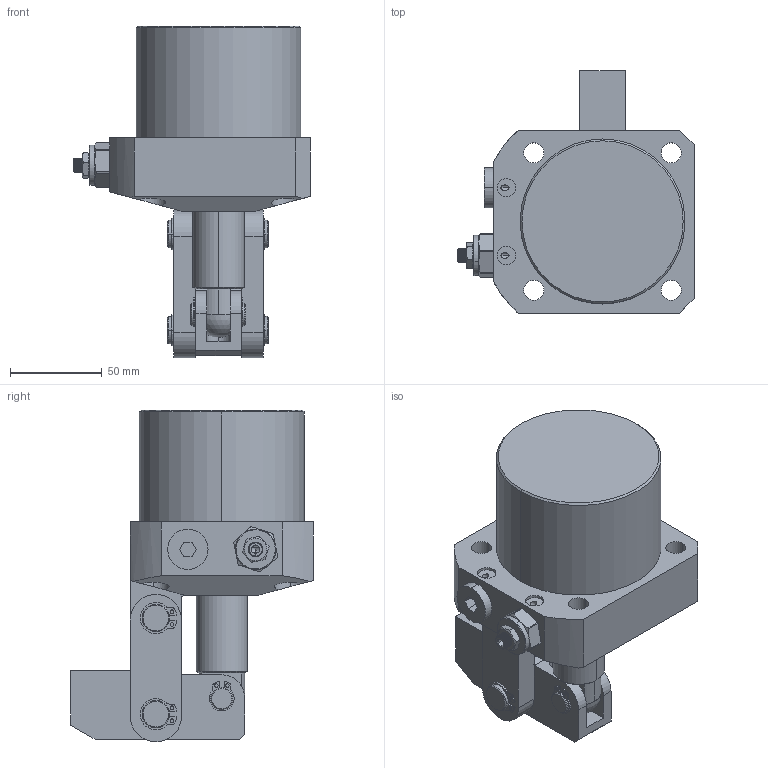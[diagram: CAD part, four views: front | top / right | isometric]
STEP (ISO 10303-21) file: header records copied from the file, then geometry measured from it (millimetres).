
FILE_DESCRIPTION (( 'STEP AP203' ), '1' );
FILE_NAME ('CLKA-090CR杠杆油压缸三维图.STEP', '2019-04-15T12:49:55', ( 'User' ), ( 'china' ), 'SwSTEP 2.0', 'SolidWorks 2018', '' );
FILE_SCHEMA (( 'CONFIG_CONTROL_DESIGN' ));
Length unit declared in the file: millimetre
Products named in the file (11): CLKA-090CR杠杆油压缸三维图; 090活塞杆01; ｿｨ輹_1_3; ﾁｬｸﾋ_1_3; ﾏ銈1_3; ﾑｹｱﾛ_1_3; CZL30覃厒概01; 囀鞠褒黑芛郔陔3-800; ｶﾌﾏ銈1_3; 090GR掛极; 傻种縐蓰_1_3
Assembly tree (16 placements, depth 2):
  CLKA-090CR杠杆油压缸三维图
    ｶﾌﾏ銈1_3
    傻种縐蓰_1_3  x2
    090活塞杆01
    ｿｨ輹_1_3  x4
    ﾁｬｸﾋ_1_3  x2
    ﾏ銈1_3  x2
    ﾑｹｱﾛ_1_3
    CZL30覃厒概01
    囀鞠褒黑芛郔陔3-800
    090GR掛极
Bounding box: 129 x 132.5 x 181.1 mm (x, y, z)
Volume: 659819 mm3; surface area: 145591.8 mm2
Topology: 14 solids, 19 shells, 455 faces, 1182 edges, 776 vertices
Faces by surface type: cylinder 243, plane 169, cone 36, bspline 3, sphere 2, torus 2
Entity records: 14440 total; most frequent: CARTESIAN_POINT 5087, DIRECTION 1717, ORIENTED_EDGE 1656, EDGE_CURVE 841, AXIS2_PLACEMENT_3D 658, VERTEX_POINT 552, VECTOR 401, LINE 401
